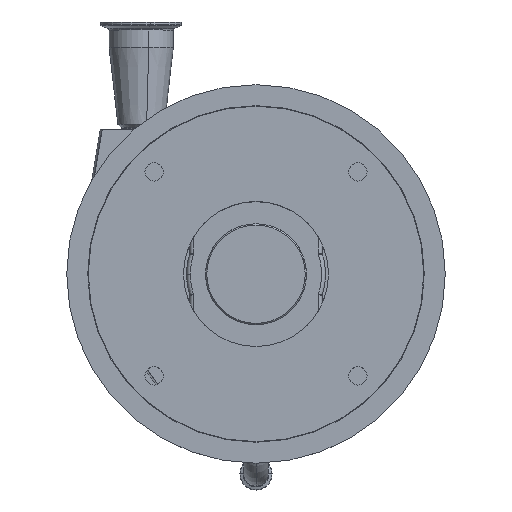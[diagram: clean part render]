
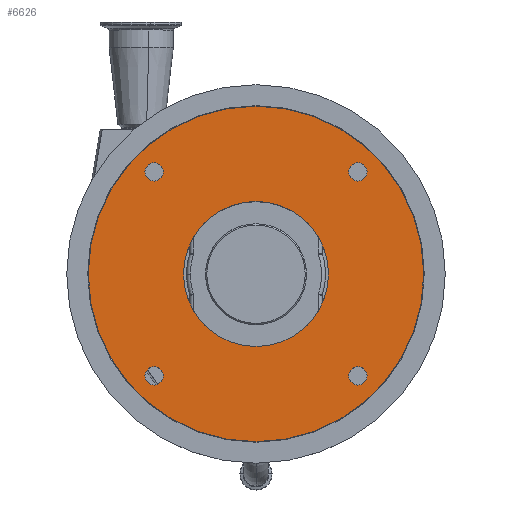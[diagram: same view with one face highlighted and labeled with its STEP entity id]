
A CAD part, top view. The second image highlights one B-rep face of the part: STEP entity #6626.
In plain terms, the highlighted planar face has unit normal (0, 0, 1).
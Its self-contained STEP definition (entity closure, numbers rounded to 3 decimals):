
#133 = ORIENTED_EDGE ( 'NONE', *, *, #9225, .F. ) ;
#231 = DIRECTION ( 'NONE',  ( 1., 0., 0. ) ) ;
#275 = DIRECTION ( 'NONE',  ( 0., 0., 1. ) ) ;
#375 = AXIS2_PLACEMENT_3D ( 'NONE', #8629, #12804, #2426 ) ;
#708 = CARTESIAN_POINT ( 'NONE',  ( -132.95, 0., -9. ) ) ;
#728 = VERTEX_POINT ( 'NONE', #2490 ) ;
#773 = DIRECTION ( 'NONE',  ( 0., 0., 1. ) ) ;
#803 = CIRCLE ( 'NONE', #8836, 7.25 ) ;
#806 = CARTESIAN_POINT ( 'NONE',  ( 80.822, 80.822, -9. ) ) ;
#853 = FACE_BOUND ( 'NONE', #11544, .T. ) ;
#1057 = ORIENTED_EDGE ( 'NONE', *, *, #12566, .F. ) ;
#1093 = AXIS2_PLACEMENT_3D ( 'NONE', #10302, #2602, #1974 ) ;
#1319 = CARTESIAN_POINT ( 'NONE',  ( -80.822, -80.822, -9. ) ) ;
#1324 = VERTEX_POINT ( 'NONE', #708 ) ;
#1418 = VERTEX_POINT ( 'NONE', #9538 ) ;
#1446 = CARTESIAN_POINT ( 'NONE',  ( 57.5, 0., -9. ) ) ;
#1627 = EDGE_CURVE ( 'NONE', #5256, #8504, #2045, .T. ) ;
#1651 = AXIS2_PLACEMENT_3D ( 'NONE', #4327, #8480, #4447 ) ;
#1658 = ORIENTED_EDGE ( 'NONE', *, *, #9162, .F. ) ;
#1660 = ORIENTED_EDGE ( 'NONE', *, *, #12258, .F. ) ;
#1974 = DIRECTION ( 'NONE',  ( 1., 0., 0. ) ) ;
#1984 = CARTESIAN_POINT ( 'NONE',  ( 0., 0., -9. ) ) ;
#2045 = CIRCLE ( 'NONE', #9893, 57.5 ) ;
#2069 = CIRCLE ( 'NONE', #1651, 132.95 ) ;
#2124 = AXIS2_PLACEMENT_3D ( 'NONE', #5438, #275, #8360 ) ;
#2160 = CARTESIAN_POINT ( 'NONE',  ( 0., 0., -9. ) ) ;
#2213 = ORIENTED_EDGE ( 'NONE', *, *, #4534, .F. ) ;
#2241 = AXIS2_PLACEMENT_3D ( 'NONE', #11159, #13340, #12198 ) ;
#2292 = CIRCLE ( 'NONE', #7509, 7.25 ) ;
#2293 = AXIS2_PLACEMENT_3D ( 'NONE', #1319, #9887, #4513 ) ;
#2426 = DIRECTION ( 'NONE',  ( 1., 0., 0. ) ) ;
#2490 = CARTESIAN_POINT ( 'NONE',  ( 88.072, 80.822, -9. ) ) ;
#2518 = VERTEX_POINT ( 'NONE', #12326 ) ;
#2602 = DIRECTION ( 'NONE',  ( 0., 0., 1. ) ) ;
#2704 = EDGE_CURVE ( 'NONE', #11207, #1324, #2069, .T. ) ;
#2808 = EDGE_LOOP ( 'NONE', ( #8352, #5421 ) ) ;
#3283 = CARTESIAN_POINT ( 'NONE',  ( 88.072, -80.822, -9. ) ) ;
#3335 = VERTEX_POINT ( 'NONE', #11063 ) ;
#3351 = CARTESIAN_POINT ( 'NONE',  ( -80.822, 80.822, -9. ) ) ;
#3442 = AXIS2_PLACEMENT_3D ( 'NONE', #6072, #9001, #8045 ) ;
#3657 = CIRCLE ( 'NONE', #2124, 7.25 ) ;
#3693 = CARTESIAN_POINT ( 'NONE',  ( 80.822, 80.822, -9. ) ) ;
#4176 = ORIENTED_EDGE ( 'NONE', *, *, #6768, .F. ) ;
#4195 = EDGE_LOOP ( 'NONE', ( #10280, #8633 ) ) ;
#4269 = CARTESIAN_POINT ( 'NONE',  ( 73.572, 80.822, -9. ) ) ;
#4310 = VERTEX_POINT ( 'NONE', #3283 ) ;
#4327 = CARTESIAN_POINT ( 'NONE',  ( 0., 0., -9. ) ) ;
#4447 = DIRECTION ( 'NONE',  ( 1., 0., 0. ) ) ;
#4513 = DIRECTION ( 'NONE',  ( 1., 0., 0. ) ) ;
#4514 = CIRCLE ( 'NONE', #3442, 57.5 ) ;
#4534 = EDGE_CURVE ( 'NONE', #7937, #4310, #9857, .T. ) ;
#4837 = EDGE_LOOP ( 'NONE', ( #4176, #133 ) ) ;
#4993 = FACE_OUTER_BOUND ( 'NONE', #2808, .T. ) ;
#5113 = FACE_BOUND ( 'NONE', #7752, .T. ) ;
#5226 = DIRECTION ( 'NONE',  ( 0., 0., 1. ) ) ;
#5256 = VERTEX_POINT ( 'NONE', #9658 ) ;
#5421 = ORIENTED_EDGE ( 'NONE', *, *, #11669, .T. ) ;
#5438 = CARTESIAN_POINT ( 'NONE',  ( -80.822, 80.822, -9. ) ) ;
#5572 = CARTESIAN_POINT ( 'NONE',  ( 73.572, -80.822, -9. ) ) ;
#5659 = CIRCLE ( 'NONE', #12211, 7.25 ) ;
#6001 = CIRCLE ( 'NONE', #2293, 7.25 ) ;
#6072 = CARTESIAN_POINT ( 'NONE',  ( 0., 0., -9. ) ) ;
#6626 = ADVANCED_FACE ( 'NONE', ( #4993, #6970, #10175, #853, #13180, #5113 ), #8255, .T. ) ;
#6768 = EDGE_CURVE ( 'NONE', #11864, #1418, #10794, .T. ) ;
#6970 = FACE_BOUND ( 'NONE', #4837, .T. ) ;
#7018 = DIRECTION ( 'NONE',  ( 1., 0., 0. ) ) ;
#7249 = EDGE_LOOP ( 'NONE', ( #1057, #11734 ) ) ;
#7339 = ORIENTED_EDGE ( 'NONE', *, *, #1627, .F. ) ;
#7509 = AXIS2_PLACEMENT_3D ( 'NONE', #3693, #8109, #7018 ) ;
#7752 = EDGE_LOOP ( 'NONE', ( #1658, #7339 ) ) ;
#7754 = CIRCLE ( 'NONE', #375, 132.95 ) ;
#7937 = VERTEX_POINT ( 'NONE', #5572 ) ;
#8045 = DIRECTION ( 'NONE',  ( 1., 0., 0. ) ) ;
#8109 = DIRECTION ( 'NONE',  ( 0., 0., 1. ) ) ;
#8255 = PLANE ( 'NONE',  #12974 ) ;
#8346 = DIRECTION ( 'NONE',  ( 1., 0., 0. ) ) ;
#8352 = ORIENTED_EDGE ( 'NONE', *, *, #2704, .T. ) ;
#8360 = DIRECTION ( 'NONE',  ( 1., 0., 0. ) ) ;
#8480 = DIRECTION ( 'NONE',  ( 0., 0., 1. ) ) ;
#8504 = VERTEX_POINT ( 'NONE', #1446 ) ;
#8519 = DIRECTION ( 'NONE',  ( 0., 0., 1. ) ) ;
#8594 = DIRECTION ( 'NONE',  ( 0., 0., 1. ) ) ;
#8629 = CARTESIAN_POINT ( 'NONE',  ( 0., 0., -9. ) ) ;
#8633 = ORIENTED_EDGE ( 'NONE', *, *, #10207, .F. ) ;
#8836 = AXIS2_PLACEMENT_3D ( 'NONE', #806, #13404, #12257 ) ;
#9001 = DIRECTION ( 'NONE',  ( 0., 0., 1. ) ) ;
#9162 = EDGE_CURVE ( 'NONE', #8504, #5256, #4514, .T. ) ;
#9225 = EDGE_CURVE ( 'NONE', #1418, #11864, #3657, .T. ) ;
#9538 = CARTESIAN_POINT ( 'NONE',  ( -88.072, 80.822, -9. ) ) ;
#9596 = VERTEX_POINT ( 'NONE', #4269 ) ;
#9658 = CARTESIAN_POINT ( 'NONE',  ( -57.5, 0., -9. ) ) ;
#9857 = CIRCLE ( 'NONE', #2241, 7.25 ) ;
#9887 = DIRECTION ( 'NONE',  ( 0., 0., 1. ) ) ;
#9893 = AXIS2_PLACEMENT_3D ( 'NONE', #2160, #5226, #8346 ) ;
#9963 = CARTESIAN_POINT ( 'NONE',  ( 132.95, 0., -9. ) ) ;
#9980 = EDGE_CURVE ( 'NONE', #728, #9596, #803, .T. ) ;
#10007 = CIRCLE ( 'NONE', #1093, 7.25 ) ;
#10175 = FACE_BOUND ( 'NONE', #7249, .T. ) ;
#10207 = EDGE_CURVE ( 'NONE', #9596, #728, #2292, .T. ) ;
#10280 = ORIENTED_EDGE ( 'NONE', *, *, #9980, .F. ) ;
#10302 = CARTESIAN_POINT ( 'NONE',  ( 80.822, -80.822, -9. ) ) ;
#10794 = CIRCLE ( 'NONE', #11244, 7.25 ) ;
#10852 = CARTESIAN_POINT ( 'NONE',  ( -80.822, -80.822, -9. ) ) ;
#11028 = EDGE_CURVE ( 'NONE', #3335, #2518, #6001, .T. ) ;
#11063 = CARTESIAN_POINT ( 'NONE',  ( -88.072, -80.822, -9. ) ) ;
#11134 = DIRECTION ( 'NONE',  ( 1., 0., 0. ) ) ;
#11159 = CARTESIAN_POINT ( 'NONE',  ( 80.822, -80.822, -9. ) ) ;
#11207 = VERTEX_POINT ( 'NONE', #9963 ) ;
#11244 = AXIS2_PLACEMENT_3D ( 'NONE', #3351, #8519, #11540 ) ;
#11359 = CARTESIAN_POINT ( 'NONE',  ( -73.572, 80.822, -9. ) ) ;
#11540 = DIRECTION ( 'NONE',  ( 1., 0., 0. ) ) ;
#11544 = EDGE_LOOP ( 'NONE', ( #1660, #2213 ) ) ;
#11669 = EDGE_CURVE ( 'NONE', #1324, #11207, #7754, .T. ) ;
#11734 = ORIENTED_EDGE ( 'NONE', *, *, #11028, .F. ) ;
#11864 = VERTEX_POINT ( 'NONE', #11359 ) ;
#12198 = DIRECTION ( 'NONE',  ( 1., 0., 0. ) ) ;
#12211 = AXIS2_PLACEMENT_3D ( 'NONE', #10852, #8594, #231 ) ;
#12257 = DIRECTION ( 'NONE',  ( 1., 0., 0. ) ) ;
#12258 = EDGE_CURVE ( 'NONE', #4310, #7937, #10007, .T. ) ;
#12326 = CARTESIAN_POINT ( 'NONE',  ( -73.572, -80.822, -9. ) ) ;
#12566 = EDGE_CURVE ( 'NONE', #2518, #3335, #5659, .T. ) ;
#12804 = DIRECTION ( 'NONE',  ( 0., 0., 1. ) ) ;
#12974 = AXIS2_PLACEMENT_3D ( 'NONE', #1984, #773, #11134 ) ;
#13180 = FACE_BOUND ( 'NONE', #4195, .T. ) ;
#13340 = DIRECTION ( 'NONE',  ( 0., 0., 1. ) ) ;
#13404 = DIRECTION ( 'NONE',  ( 0., 0., 1. ) ) ;
